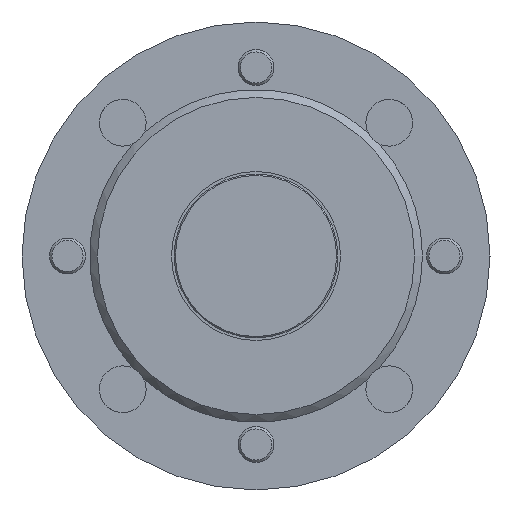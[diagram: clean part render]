
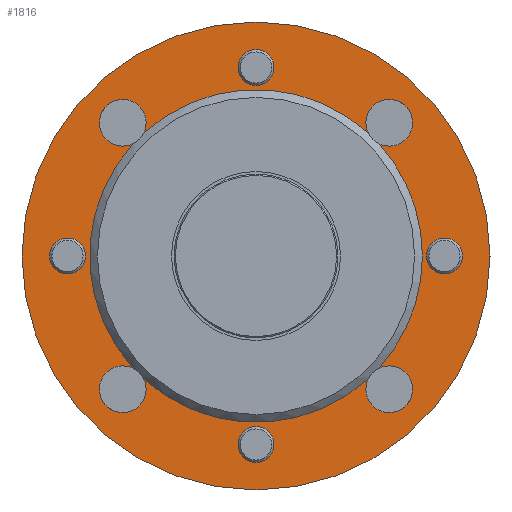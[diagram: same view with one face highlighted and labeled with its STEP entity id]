
A CAD part, left-side view. The second image highlights one B-rep face of the part: STEP entity #1816.
In plain terms, the highlighted planar face has unit normal (-1, 0, 0).
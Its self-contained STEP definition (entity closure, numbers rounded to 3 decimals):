
#1488=CARTESIAN_POINT('',(3.,0.,-79.418));
#1489=VERTEX_POINT('',#1488);
#1490=CARTESIAN_POINT('',(3.,0.0,-72.5));
#1491=DIRECTION('',(1.0,0.0,0.0));
#1492=DIRECTION('',(0.0,0.0,1.0));
#1493=AXIS2_PLACEMENT_3D('',#1490,#1491,#1492);
#1494=CIRCLE('',#1493,6.918);
#1495=EDGE_CURVE('',#1489,#1489,#1494,.T.);
#1528=CARTESIAN_POINT('',(3.,-79.418,0.));
#1529=VERTEX_POINT('',#1528);
#1530=CARTESIAN_POINT('',(3.,-72.5,0.));
#1531=DIRECTION('',(1.0,0.0,0.0));
#1532=DIRECTION('',(0.0,1.0,0.0));
#1533=AXIS2_PLACEMENT_3D('',#1530,#1531,#1532);
#1534=CIRCLE('',#1533,6.918);
#1535=EDGE_CURVE('',#1529,#1529,#1534,.T.);
#1568=CARTESIAN_POINT('',(3.,0.,79.418));
#1569=VERTEX_POINT('',#1568);
#1570=CARTESIAN_POINT('',(3.,0.,72.5));
#1571=DIRECTION('',(1.0,0.0,0.0));
#1572=DIRECTION('',(0.0,0.0,-1.0));
#1573=AXIS2_PLACEMENT_3D('',#1570,#1571,#1572);
#1574=CIRCLE('',#1573,6.918);
#1575=EDGE_CURVE('',#1569,#1569,#1574,.T.);
#1588=CARTESIAN_POINT('',(3.,79.418,0.));
#1589=VERTEX_POINT('',#1588);
#1590=CARTESIAN_POINT('',(3.,72.5,0.));
#1591=DIRECTION('',(1.0,0.0,0.0));
#1592=DIRECTION('',(0.0,-1.0,0.0));
#1593=AXIS2_PLACEMENT_3D('',#1590,#1591,#1592);
#1594=CIRCLE('',#1593,6.918);
#1595=EDGE_CURVE('',#1589,#1589,#1594,.T.);
#1608=CARTESIAN_POINT('',(3.,-47.177,43.247));
#1609=VERTEX_POINT('',#1608);
#1610=CARTESIAN_POINT('',(3.,-43.247,47.177));
#1611=VERTEX_POINT('',#1610);
#1621=CARTESIAN_POINT('',(3.,-51.265,51.265));
#1622=DIRECTION('',(1.0,0.0,0.0));
#1623=DIRECTION('',(0.0,0.0,-1.0));
#1624=AXIS2_PLACEMENT_3D('',#1621,#1622,#1623);
#1625=CIRCLE('',#1624,9.0);
#1626=EDGE_CURVE('',#1611,#1609,#1625,.T.);
#1639=CARTESIAN_POINT('',(3.,43.247,47.177));
#1640=VERTEX_POINT('',#1639);
#1641=CARTESIAN_POINT('',(3.,47.177,43.247));
#1642=VERTEX_POINT('',#1641);
#1652=CARTESIAN_POINT('',(3.,51.265,51.265));
#1653=DIRECTION('',(1.0,0.0,0.0));
#1654=DIRECTION('',(0.0,-1.0,0.0));
#1655=AXIS2_PLACEMENT_3D('',#1652,#1653,#1654);
#1656=CIRCLE('',#1655,9.0);
#1657=EDGE_CURVE('',#1642,#1640,#1656,.T.);
#1670=CARTESIAN_POINT('',(3.,-43.247,-47.177));
#1671=VERTEX_POINT('',#1670);
#1672=CARTESIAN_POINT('',(3.,-47.177,-43.247));
#1673=VERTEX_POINT('',#1672);
#1683=CARTESIAN_POINT('',(3.,-51.265,-51.265));
#1684=DIRECTION('',(1.0,0.0,0.0));
#1685=DIRECTION('',(0.0,1.0,0.0));
#1686=AXIS2_PLACEMENT_3D('',#1683,#1684,#1685);
#1687=CIRCLE('',#1686,9.0);
#1688=EDGE_CURVE('',#1673,#1671,#1687,.T.);
#1713=CARTESIAN_POINT('',(3.,0.0,0.0));
#1714=DIRECTION('',(1.0,0.0,0.0));
#1715=DIRECTION('',(0.0,1.0,0.0));
#1716=AXIS2_PLACEMENT_3D('',#1713,#1714,#1715);
#1717=CIRCLE('',#1716,64.0);
#1718=EDGE_CURVE('',#1640,#1611,#1717,.T.);
#1721=CARTESIAN_POINT('',(3.,47.177,-43.247));
#1722=VERTEX_POINT('',#1721);
#1723=CARTESIAN_POINT('',(3.,0.0,0.0));
#1724=DIRECTION('',(1.0,0.0,0.0));
#1725=DIRECTION('',(0.0,1.0,0.0));
#1726=AXIS2_PLACEMENT_3D('',#1723,#1724,#1725);
#1727=CIRCLE('',#1726,64.0);
#1728=EDGE_CURVE('',#1722,#1642,#1727,.T.);
#1730=CARTESIAN_POINT('',(3.,43.247,-47.177));
#1731=VERTEX_POINT('',#1730);
#1741=CARTESIAN_POINT('',(3.,0.0,0.0));
#1742=DIRECTION('',(1.0,0.0,0.0));
#1743=DIRECTION('',(0.0,1.0,0.0));
#1744=AXIS2_PLACEMENT_3D('',#1741,#1742,#1743);
#1745=CIRCLE('',#1744,64.0);
#1746=EDGE_CURVE('',#1671,#1731,#1745,.T.);
#1749=CARTESIAN_POINT('',(3.,0.0,0.0));
#1750=DIRECTION('',(1.0,0.0,0.0));
#1751=DIRECTION('',(0.0,1.0,0.0));
#1752=AXIS2_PLACEMENT_3D('',#1749,#1750,#1751);
#1753=CIRCLE('',#1752,64.0);
#1754=EDGE_CURVE('',#1609,#1673,#1753,.T.);
#1765=CARTESIAN_POINT('',(3.,51.265,-51.265));
#1766=DIRECTION('',(1.0,0.0,0.0));
#1767=DIRECTION('',(0.0,0.0,1.0));
#1768=AXIS2_PLACEMENT_3D('',#1765,#1766,#1767);
#1769=CIRCLE('',#1768,9.0);
#1770=EDGE_CURVE('',#1731,#1722,#1769,.T.);
#1778=CARTESIAN_POINT('',(3.,77.0,0.0));
#1779=DIRECTION('',(-1.0,0.0,0.0));
#1780=DIRECTION('',(0.0,0.0,1.0));
#1781=AXIS2_PLACEMENT_3D('',#1778,#1779,#1780);
#1782=PLANE('',#1781);
#1783=CARTESIAN_POINT('',(3.,90.,0.0));
#1784=VERTEX_POINT('',#1783);
#1785=CARTESIAN_POINT('',(3.,0.0,0.0));
#1786=DIRECTION('',(1.0,0.0,0.0));
#1787=DIRECTION('',(0.0,1.0,0.0));
#1788=AXIS2_PLACEMENT_3D('',#1785,#1786,#1787);
#1789=CIRCLE('',#1788,90.);
#1790=EDGE_CURVE('',#1784,#1784,#1789,.T.);
#1791=ORIENTED_EDGE('',*,*,#1790,.F.);
#1792=EDGE_LOOP('',(#1791));
#1793=FACE_OUTER_BOUND('',#1792,.T.);
#1794=ORIENTED_EDGE('',*,*,#1595,.T.);
#1795=EDGE_LOOP('',(#1794));
#1796=FACE_BOUND('',#1795,.T.);
#1797=ORIENTED_EDGE('',*,*,#1495,.T.);
#1798=EDGE_LOOP('',(#1797));
#1799=FACE_BOUND('',#1798,.T.);
#1800=ORIENTED_EDGE('',*,*,#1535,.T.);
#1801=EDGE_LOOP('',(#1800));
#1802=FACE_BOUND('',#1801,.T.);
#1803=ORIENTED_EDGE('',*,*,#1575,.T.);
#1804=EDGE_LOOP('',(#1803));
#1805=FACE_BOUND('',#1804,.T.);
#1806=ORIENTED_EDGE('',*,*,#1626,.T.);
#1807=ORIENTED_EDGE('',*,*,#1754,.T.);
#1808=ORIENTED_EDGE('',*,*,#1688,.T.);
#1809=ORIENTED_EDGE('',*,*,#1746,.T.);
#1810=ORIENTED_EDGE('',*,*,#1770,.T.);
#1811=ORIENTED_EDGE('',*,*,#1728,.T.);
#1812=ORIENTED_EDGE('',*,*,#1657,.T.);
#1813=ORIENTED_EDGE('',*,*,#1718,.T.);
#1814=EDGE_LOOP('',(#1806,#1807,#1808,#1809,#1810,#1811,#1812,#1813));
#1815=FACE_BOUND('',#1814,.T.);
#1816=ADVANCED_FACE('',(#1793,#1796,#1799,#1802,#1805,#1815),#1782,.T.);
